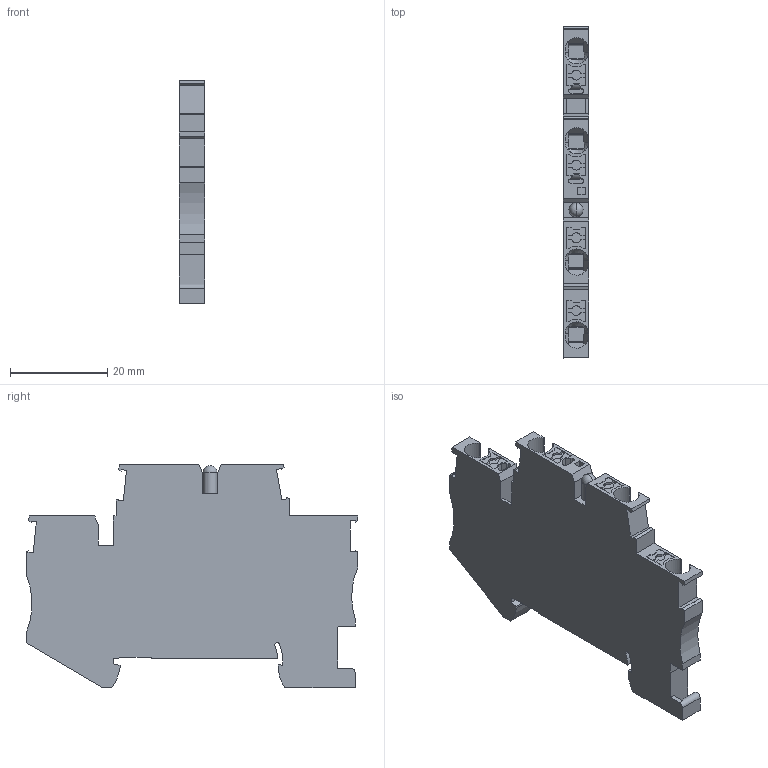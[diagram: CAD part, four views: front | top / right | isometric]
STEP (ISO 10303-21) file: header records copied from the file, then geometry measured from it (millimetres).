
FILE_DESCRIPTION(('Creo Elements/Direct Modeling STEP Export'),'2;1');
FILE_NAME('model.stp','2018-01-19T 3:51:47',(''),(''),'Creo Elements/Direct Modeling STEP processor for AP214 (Solid Model)','Creo Elements/Direct Modeling 18.1I 14-Aug-2016 (C) Parametric Technology GmbH','');
FILE_SCHEMA(('AUTOMOTIVE_DESIGN { 1 0 10303 214 1 1 1 1 }'));
Length unit declared in the file: millimetre
Products named in the file (2): PTTB_2.5_LA_24_RD-select
Assembly tree (1 placements, depth 2):
  PTTB_2.5_LA_24_RD-select
    PTTB_2.5_LA_24_RD-select
Bounding box: 5.15 x 68.15 x 45.85 mm (x, y, z)
Volume: 10880.2 mm3; surface area: 7439.8 mm2
Topology: 1 solids, 1 shells, 280 faces, 809 edges, 537 vertices
Faces by surface type: plane 228, cylinder 32, torus 8, extrusion 6, cone 4, sphere 2
Entity records: 13587 total; most frequent: CARTESIAN_POINT 3955, ORIENTED_EDGE 1614, DIRECTION 1376, EDGE_CURVE 807, VECTOR 674, LINE 668, VERTEX_POINT 537, AXIS2_PLACEMENT_3D 351
